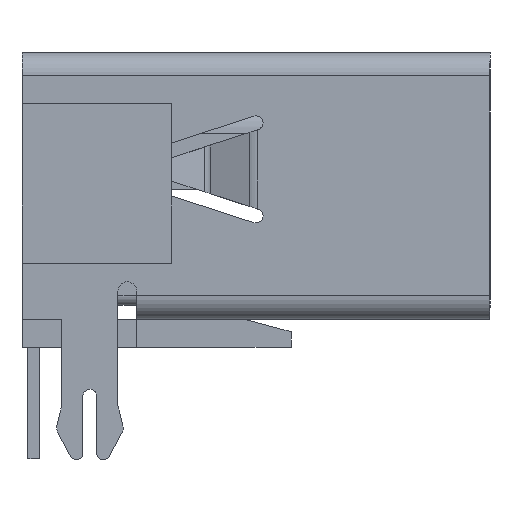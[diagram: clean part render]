
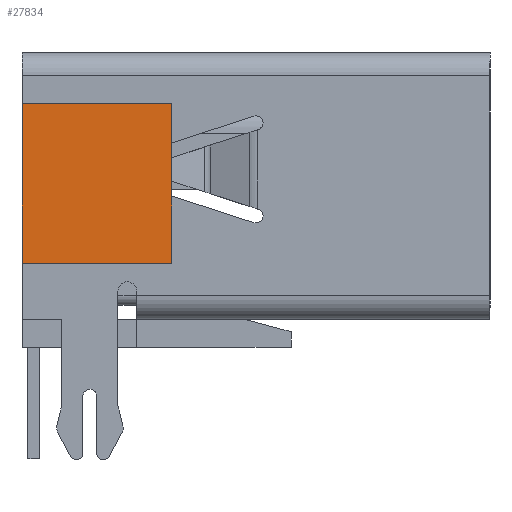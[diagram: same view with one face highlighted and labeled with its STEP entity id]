
A CAD part, left-side view. The second image highlights one B-rep face of the part: STEP entity #27834.
In plain terms, the highlighted planar face has unit normal (-1, 0, 0).
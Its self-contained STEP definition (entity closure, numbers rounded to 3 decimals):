
#1978 = VECTOR ( 'NONE', #31698, 1000. ) ;
#2542 = LINE ( 'NONE', #3015, #6793 ) ;
#3015 = CARTESIAN_POINT ( 'NONE',  ( -7.15, 3.283, 5.1 ) ) ;
#3135 = CARTESIAN_POINT ( 'NONE',  ( -7.15, 1., 1.7 ) ) ;
#3294 = VECTOR ( 'NONE', #26778, 1000. ) ;
#3823 = VERTEX_POINT ( 'NONE', #11244 ) ;
#4339 = VERTEX_POINT ( 'NONE', #25468 ) ;
#4667 = CARTESIAN_POINT ( 'NONE',  ( -7.15, 1., -1.556 ) ) ;
#5747 = FACE_OUTER_BOUND ( 'NONE', #27345, .T. ) ;
#6014 = VERTEX_POINT ( 'NONE', #8231 ) ;
#6793 = VECTOR ( 'NONE', #14799, 1000. ) ;
#7000 = VERTEX_POINT ( 'NONE', #3135 ) ;
#7829 = AXIS2_PLACEMENT_3D ( 'NONE', #10604, #28251, #20428 ) ;
#8231 = CARTESIAN_POINT ( 'NONE',  ( -7.15, -2.2, 1.7 ) ) ;
#8827 = ORIENTED_EDGE ( 'NONE', *, *, #22404, .T. ) ;
#10604 = CARTESIAN_POINT ( 'NONE',  ( -7.15, 3.283, -1.556 ) ) ;
#11244 = CARTESIAN_POINT ( 'NONE',  ( -7.15, 1., 5.1 ) ) ;
#11442 = EDGE_CURVE ( 'NONE', #6014, #4339, #16763, .T. ) ;
#13384 = ORIENTED_EDGE ( 'NONE', *, *, #19265, .T. ) ;
#14799 = DIRECTION ( 'NONE',  ( 0., 1., 0. ) ) ;
#16607 = CARTESIAN_POINT ( 'NONE',  ( -7.15, -2.2, -1.556 ) ) ;
#16763 = LINE ( 'NONE', #16607, #25204 ) ;
#17519 = EDGE_CURVE ( 'NONE', #7000, #3823, #21802, .T. ) ;
#19115 = LINE ( 'NONE', #21386, #3294 ) ;
#19265 = EDGE_CURVE ( 'NONE', #4339, #3823, #2542, .T. ) ;
#20428 = DIRECTION ( 'NONE',  ( 0., 1., 0. ) ) ;
#21083 = PLANE ( 'NONE',  #7829 ) ;
#21386 = CARTESIAN_POINT ( 'NONE',  ( -7.15, 3.283, 1.7 ) ) ;
#21802 = LINE ( 'NONE', #4667, #1978 ) ;
#22078 = ORIENTED_EDGE ( 'NONE', *, *, #17519, .F. ) ;
#22404 = EDGE_CURVE ( 'NONE', #7000, #6014, #19115, .T. ) ;
#25204 = VECTOR ( 'NONE', #31538, 1000. ) ;
#25468 = CARTESIAN_POINT ( 'NONE',  ( -7.15, -2.2, 5.1 ) ) ;
#25647 = ORIENTED_EDGE ( 'NONE', *, *, #11442, .T. ) ;
#26778 = DIRECTION ( 'NONE',  ( 0., -1., 0. ) ) ;
#27345 = EDGE_LOOP ( 'NONE', ( #22078, #8827, #25647, #13384 ) ) ;
#27834 = ADVANCED_FACE ( 'NONE', ( #5747 ), #21083, .F. ) ;
#28251 = DIRECTION ( 'NONE',  ( 1., 0., 0. ) ) ;
#31538 = DIRECTION ( 'NONE',  ( 0., 0., 1. ) ) ;
#31698 = DIRECTION ( 'NONE',  ( 0., 0., 1. ) ) ;
